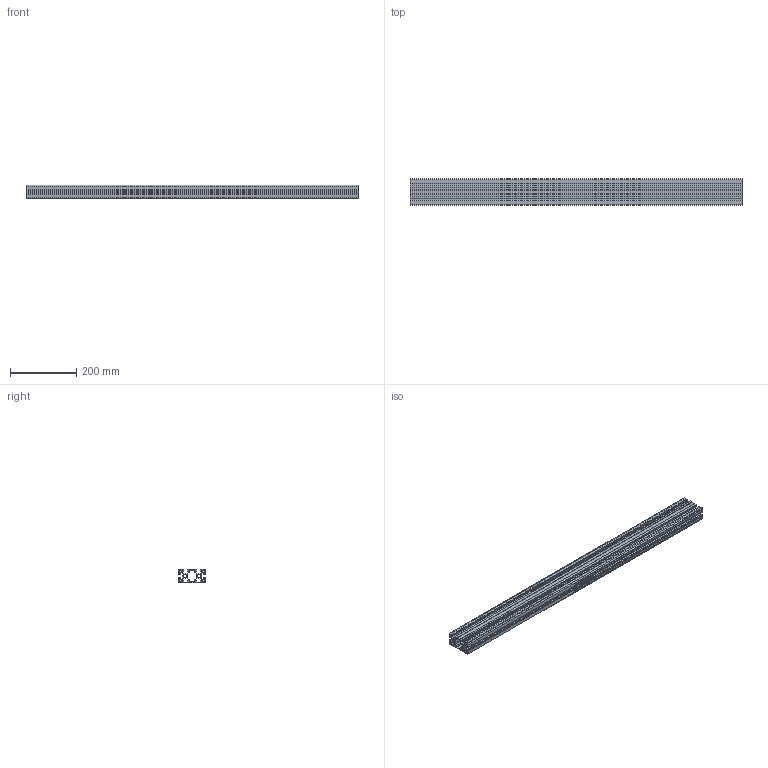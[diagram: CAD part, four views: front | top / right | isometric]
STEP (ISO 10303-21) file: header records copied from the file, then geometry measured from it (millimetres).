
FILE_DESCRIPTION (( 'STEP AP214' ), '1' );
FILE_NAME ('3_842_993_424_1000-Bosch.step', '2020-07-02T12:12:35', ( '' ), ( '' ), 'SwSTEP 2.0', 'SolidWorks 2010', '' );
FILE_SCHEMA (( 'AUTOMOTIVE_DESIGN' ));
Length unit declared in the file: millimetre
Products named in the file (1): 3_842_993_424_1000-Bosch
Bounding box: 1000 x 80 x 40 mm (x, y, z)
Volume: 1022668.1 mm3; surface area: 863804.6 mm2
Topology: 1 solids, 1 shells, 312 faces, 930 edges, 620 vertices
Faces by surface type: plane 186, cylinder 126
Entity records: 10576 total; most frequent: CARTESIAN_POINT 1863, ORIENTED_EDGE 1860, DIRECTION 1808, EDGE_CURVE 930, VECTOR 678, LINE 678, VERTEX_POINT 620, AXIS2_PLACEMENT_3D 565
